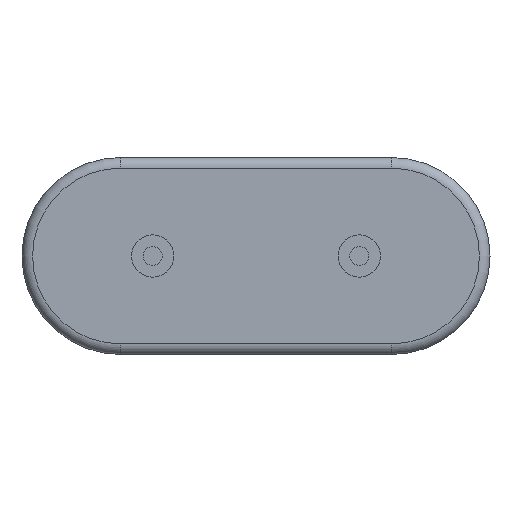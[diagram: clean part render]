
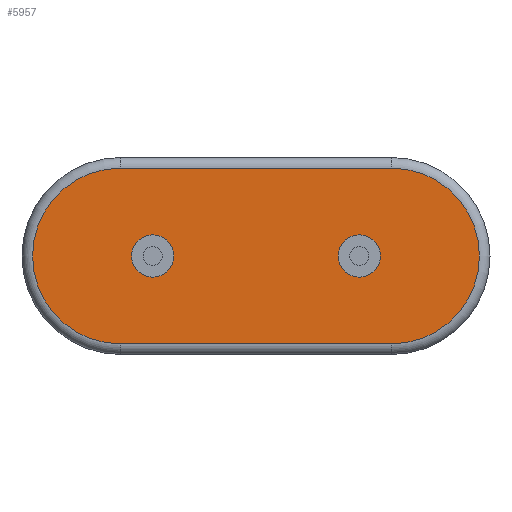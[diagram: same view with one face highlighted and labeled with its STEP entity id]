
A CAD part, front view. The second image highlights one B-rep face of the part: STEP entity #5957.
In plain terms, the highlighted planar face has unit normal (0, -1, 0).
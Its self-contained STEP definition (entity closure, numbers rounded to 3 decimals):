
#1914 = DIRECTION ( 'NONE',  ( 0., 0., -1. ) ) ;
#1928 = CIRCLE ( 'NONE', #1945, 0.5 ) ;
#1945 = AXIS2_PLACEMENT_3D ( 'NONE', #1959, #1964, #1914 ) ;
#1959 = CARTESIAN_POINT ( 'NONE',  ( -5.64, 0., 0. ) ) ;
#1964 = DIRECTION ( 'NONE',  ( 0., -1., 0. ) ) ;
#2122 = CARTESIAN_POINT ( 'NONE',  ( -0.76, 0., -0.5 ) ) ;
#2137 = CARTESIAN_POINT ( 'NONE',  ( -5.64, 0., -0.5 ) ) ;
#2154 = DIRECTION ( 'NONE',  ( 0., 0., 1. ) ) ;
#2155 = AXIS2_PLACEMENT_3D ( 'NONE', #2178, #2161, #2154 ) ;
#2158 = CIRCLE ( 'NONE', #2155, 0.5 ) ;
#2161 = DIRECTION ( 'NONE',  ( 0., -1., 0. ) ) ;
#2178 = CARTESIAN_POINT ( 'NONE',  ( -0.76, 0., 0. ) ) ;
#2187 = CARTESIAN_POINT ( 'NONE',  ( -5.64, 0., 0.5 ) ) ;
#2445 = CARTESIAN_POINT ( 'NONE',  ( -0.76, 0., 0.5 ) ) ;
#2660 = CIRCLE ( 'NONE', #2723, 2.075 ) ;
#2702 = CARTESIAN_POINT ( 'NONE',  ( -6.4, 0., 0. ) ) ;
#2711 = DIRECTION ( 'NONE',  ( -1., 0., 0. ) ) ;
#2712 = VECTOR ( 'NONE', #2711, 1000. ) ;
#2713 = CARTESIAN_POINT ( 'NONE',  ( 0., 0., 2.075 ) ) ;
#2715 = DIRECTION ( 'NONE',  ( 0., 0., 1. ) ) ;
#2716 = DIRECTION ( 'NONE',  ( 0., -1., 0. ) ) ;
#2717 = LINE ( 'NONE', #2713, #2712 ) ;
#2718 = CARTESIAN_POINT ( 'NONE',  ( -6.4, 0., -2.075 ) ) ;
#2723 = AXIS2_PLACEMENT_3D ( 'NONE', #2702, #2716, #2715 ) ;
#2727 = CARTESIAN_POINT ( 'NONE',  ( 0., 0., 2.075 ) ) ;
#3019 = CARTESIAN_POINT ( 'NONE',  ( 0., 0., 0. ) ) ;
#3020 = CIRCLE ( 'NONE', #3049, 2.075 ) ;
#3049 = AXIS2_PLACEMENT_3D ( 'NONE', #3019, #3116, #3115 ) ;
#3115 = DIRECTION ( 'NONE',  ( 0., 0., 1. ) ) ;
#3116 = DIRECTION ( 'NONE',  ( 0., -1., 0. ) ) ;
#3124 = PLANE ( 'NONE',  #3126 ) ;
#3126 = AXIS2_PLACEMENT_3D ( 'NONE', #3145, #3138, #3137 ) ;
#3137 = DIRECTION ( 'NONE',  ( 0., 0., 1. ) ) ;
#3138 = DIRECTION ( 'NONE',  ( 0., 1., 0. ) ) ;
#3145 = CARTESIAN_POINT ( 'NONE',  ( 0., 0., 0. ) ) ;
#3205 = CIRCLE ( 'NONE', #3249, 0.5 ) ;
#3233 = CARTESIAN_POINT ( 'NONE',  ( 0., 0., -2.075 ) ) ;
#3241 = DIRECTION ( 'NONE',  ( 0., 0., -1. ) ) ;
#3242 = DIRECTION ( 'NONE',  ( 0., -1., 0. ) ) ;
#3245 = DIRECTION ( 'NONE',  ( 0., 0., 1. ) ) ;
#3246 = DIRECTION ( 'NONE',  ( 0., -1., 0. ) ) ;
#3247 = AXIS2_PLACEMENT_3D ( 'NONE', #3256, #3246, #3245 ) ;
#3248 = CIRCLE ( 'NONE', #3247, 0.5 ) ;
#3249 = AXIS2_PLACEMENT_3D ( 'NONE', #3250, #3242, #3241 ) ;
#3250 = CARTESIAN_POINT ( 'NONE',  ( -5.64, 0., 0. ) ) ;
#3256 = CARTESIAN_POINT ( 'NONE',  ( -0.76, 0., 0. ) ) ;
#3363 = FACE_OUTER_BOUND ( 'NONE', #5956, .T. ) ;
#3367 = CARTESIAN_POINT ( 'NONE',  ( -6.4, 0., 2.075 ) ) ;
#3368 = FACE_BOUND ( 'NONE', #5985, .T. ) ;
#3375 = FACE_BOUND ( 'NONE', #5975, .T. ) ;
#3463 = LINE ( 'NONE', #3479, #3521 ) ;
#3479 = CARTESIAN_POINT ( 'NONE',  ( 0., 0., -2.075 ) ) ;
#3520 = DIRECTION ( 'NONE',  ( 1., 0., 0. ) ) ;
#3521 = VECTOR ( 'NONE', #3520, 1000. ) ;
#5581 = VERTEX_POINT ( 'NONE', #2137 ) ;
#5591 = VERTEX_POINT ( 'NONE', #2122 ) ;
#5592 = EDGE_CURVE ( 'NONE', #5645, #5591, #2158, .T. ) ;
#5599 = EDGE_CURVE ( 'NONE', #5602, #5581, #1928, .T. ) ;
#5602 = VERTEX_POINT ( 'NONE', #2187 ) ;
#5645 = VERTEX_POINT ( 'NONE', #2445 ) ;
#5738 = ORIENTED_EDGE ( 'NONE', *, *, #5860, .T. ) ;
#5740 = VERTEX_POINT ( 'NONE', #2727 ) ;
#5741 = EDGE_CURVE ( 'NONE', #5958, #5745, #2660, .T. ) ;
#5742 = EDGE_CURVE ( 'NONE', #5740, #5958, #2717, .T. ) ;
#5745 = VERTEX_POINT ( 'NONE', #2718 ) ;
#5860 = EDGE_CURVE ( 'NONE', #5907, #5740, #3020, .T. ) ;
#5889 = ORIENTED_EDGE ( 'NONE', *, *, #5741, .T. ) ;
#5891 = ORIENTED_EDGE ( 'NONE', *, *, #5592, .F. ) ;
#5906 = ORIENTED_EDGE ( 'NONE', *, *, #5971, .T. ) ;
#5907 = VERTEX_POINT ( 'NONE', #3233 ) ;
#5918 = EDGE_CURVE ( 'NONE', #5591, #5645, #3248, .T. ) ;
#5919 = EDGE_CURVE ( 'NONE', #5581, #5602, #3205, .T. ) ;
#5937 = ORIENTED_EDGE ( 'NONE', *, *, #5918, .F. ) ;
#5956 = EDGE_LOOP ( 'NONE', ( #5959, #5889, #5906, #5738 ) ) ;
#5957 = ADVANCED_FACE ( 'NONE', ( #3363, #3375, #3368 ), #3124, .F. ) ;
#5958 = VERTEX_POINT ( 'NONE', #3367 ) ;
#5959 = ORIENTED_EDGE ( 'NONE', *, *, #5742, .T. ) ;
#5968 = ORIENTED_EDGE ( 'NONE', *, *, #5599, .F. ) ;
#5970 = ORIENTED_EDGE ( 'NONE', *, *, #5919, .F. ) ;
#5971 = EDGE_CURVE ( 'NONE', #5745, #5907, #3463, .T. ) ;
#5975 = EDGE_LOOP ( 'NONE', ( #5937, #5891 ) ) ;
#5985 = EDGE_LOOP ( 'NONE', ( #5970, #5968 ) ) ;
